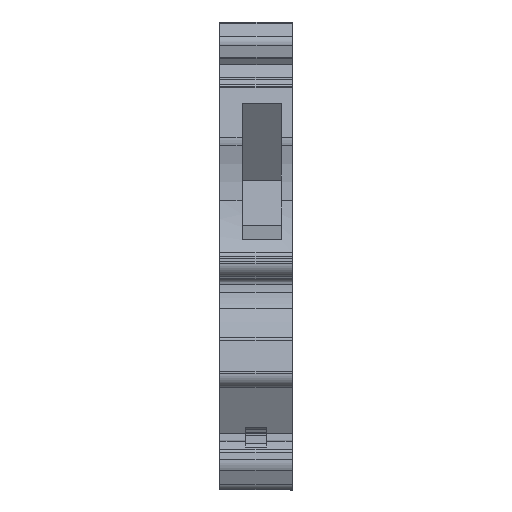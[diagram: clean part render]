
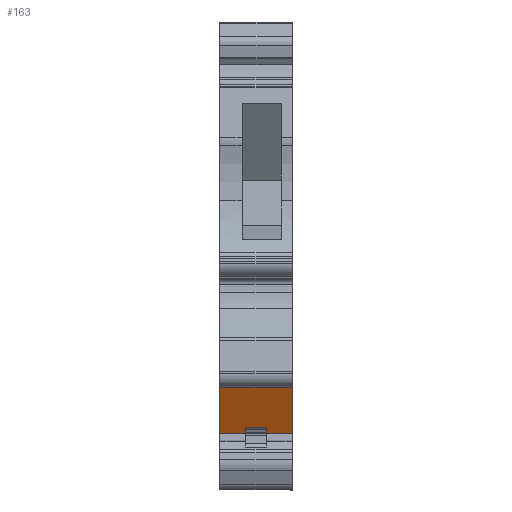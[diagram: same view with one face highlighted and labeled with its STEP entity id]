
A CAD part, front view. The second image highlights one B-rep face of the part: STEP entity #163.
In plain terms, the highlighted planar face has unit normal (0, -0.174, -0.985).
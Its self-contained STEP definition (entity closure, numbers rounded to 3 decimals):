
#163=ADVANCED_FACE('',(#730,#731),#732,.T.);
#730=FACE_OUTER_BOUND('',#1632,.T.);
#731=FACE_BOUND('',#1633,.T.);
#732=PLANE('',#1634);
#1632=EDGE_LOOP('',(#3504,#3505,#3506,#3507));
#1633=EDGE_LOOP('',(#3508,#3509,#3510,#3511));
#1634=AXIS2_PLACEMENT_3D('',#3512,#3513,#3514);
#3504=ORIENTED_EDGE('',*,*,#6591,.F.);
#3505=ORIENTED_EDGE('',*,*,#6134,.F.);
#3506=ORIENTED_EDGE('',*,*,#6590,.F.);
#3507=ORIENTED_EDGE('',*,*,#6322,.F.);
#3508=ORIENTED_EDGE('',*,*,#6592,.F.);
#3509=ORIENTED_EDGE('',*,*,#6593,.T.);
#3510=ORIENTED_EDGE('',*,*,#6594,.F.);
#3511=ORIENTED_EDGE('',*,*,#6595,.F.);
#3512=CARTESIAN_POINT('',(45.52,-40.337,-44.734));
#3513=DIRECTION('',(0.,-0.174,-0.985));
#3514=DIRECTION('',(-1.0,0.,0.));
#6134=EDGE_CURVE('',#7434,#7436,#7437,.T.);
#6322=EDGE_CURVE('',#7807,#7809,#7810,.T.);
#6590=EDGE_CURVE('',#7809,#7434,#8242,.T.);
#6591=EDGE_CURVE('',#7436,#7807,#8243,.T.);
#6592=EDGE_CURVE('',#8244,#8245,#8246,.T.);
#6593=EDGE_CURVE('',#8244,#8247,#8248,.T.);
#6594=EDGE_CURVE('',#8249,#8247,#8250,.T.);
#6595=EDGE_CURVE('',#8245,#8249,#8251,.T.);
#7434=VERTEX_POINT('',#9506);
#7436=VERTEX_POINT('',#9508);
#7437=LINE('',#9509,#9510);
#7807=VERTEX_POINT('',#9970);
#7809=VERTEX_POINT('',#9972);
#7810=LINE('',#9973,#9974);
#8242=LINE('',#10629,#10630);
#8243=LINE('',#10631,#10632);
#8244=VERTEX_POINT('',#10633);
#8245=VERTEX_POINT('',#10634);
#8246=LINE('',#10635,#10636);
#8247=VERTEX_POINT('',#10637);
#8248=LINE('',#10638,#10639);
#8249=VERTEX_POINT('',#10640);
#8250=LINE('',#10641,#10642);
#8251=LINE('',#10643,#10644);
#9506=CARTESIAN_POINT('',(53.67,-48.363,-43.319));
#9508=CARTESIAN_POINT('',(53.67,-18.711,-48.547));
#9509=CARTESIAN_POINT('',(53.67,-48.363,-43.319));
#9510=VECTOR('',#12436,30.11);
#9970=CARTESIAN_POINT('',(45.52,-18.711,-48.547));
#9972=CARTESIAN_POINT('',(45.52,-48.363,-43.319));
#9973=CARTESIAN_POINT('',(45.52,-18.711,-48.547));
#9974=VECTOR('',#12825,30.11);
#10629=CARTESIAN_POINT('',(45.52,-48.363,-43.319));
#10630=VECTOR('',#13230,8.15);
#10631=CARTESIAN_POINT('',(53.67,-18.711,-48.547));
#10632=VECTOR('',#13231,8.15);
#10633=CARTESIAN_POINT('',(50.795,-22.402,-47.896));
#10634=CARTESIAN_POINT('',(48.395,-22.402,-47.896));
#10635=CARTESIAN_POINT('',(50.795,-22.402,-47.896));
#10636=VECTOR('',#13232,2.4);
#10637=CARTESIAN_POINT('',(50.795,-19.273,-48.448));
#10638=CARTESIAN_POINT('',(50.795,-22.402,-47.896));
#10639=VECTOR('',#13233,3.177);
#10640=CARTESIAN_POINT('',(48.395,-19.273,-48.448));
#10641=CARTESIAN_POINT('',(48.395,-19.273,-48.448));
#10642=VECTOR('',#13234,2.4);
#10643=CARTESIAN_POINT('',(48.395,-22.402,-47.896));
#10644=VECTOR('',#13235,3.177);
#12436=DIRECTION('',(0.,0.985,-0.174));
#12825=DIRECTION('',(0.,-0.985,0.174));
#13230=DIRECTION('',(1.0,0.,0.));
#13231=DIRECTION('',(-1.0,0.,0.));
#13232=DIRECTION('',(-1.0,0.,0.));
#13233=DIRECTION('',(0.,0.985,-0.174));
#13234=DIRECTION('',(1.0,0.,0.));
#13235=DIRECTION('',(0.,0.985,-0.174));
